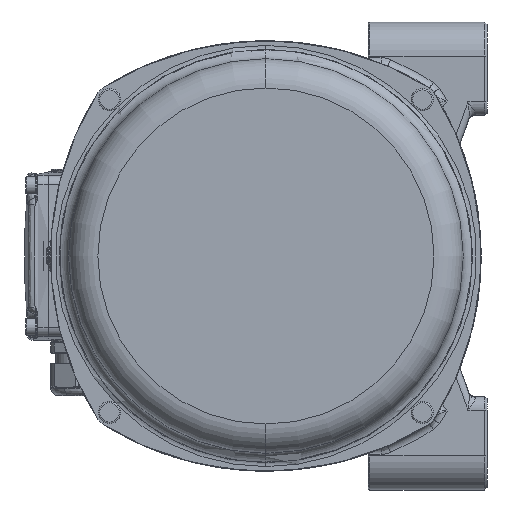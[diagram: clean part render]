
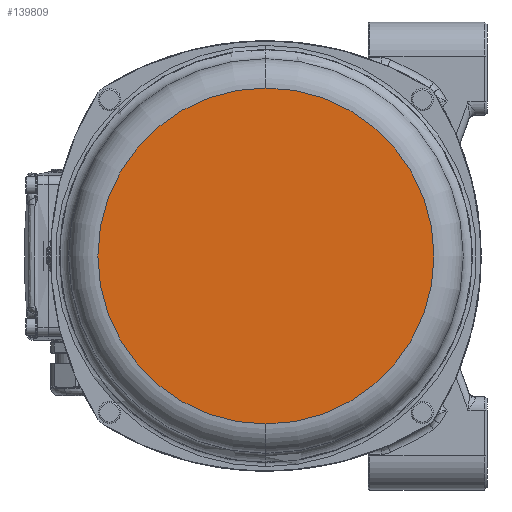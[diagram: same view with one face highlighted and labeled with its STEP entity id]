
A CAD part, left-side view. The second image highlights one B-rep face of the part: STEP entity #139809.
In plain terms, the highlighted planar face has unit normal (-1, 0, 0).
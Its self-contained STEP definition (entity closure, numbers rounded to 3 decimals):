
#4516 = AXIS2_PLACEMENT_3D ( 'NONE', #137783, #81590, #137296 ) ;
#21701 = ORIENTED_EDGE ( 'NONE', *, *, #90489, .F. ) ;
#24603 = DIRECTION ( 'NONE',  ( 0., 0., -1. ) ) ;
#28437 = DIRECTION ( 'NONE',  ( -1., 0., 0. ) ) ;
#35556 = CARTESIAN_POINT ( 'NONE',  ( -300.5, 0., 0. ) ) ;
#41733 = CARTESIAN_POINT ( 'NONE',  ( -300.5, 0., -98.75 ) ) ;
#50798 = AXIS2_PLACEMENT_3D ( 'NONE', #35556, #136489, #24603 ) ;
#50940 = CARTESIAN_POINT ( 'NONE',  ( -300.5, 0., 98.75 ) ) ;
#57657 = AXIS2_PLACEMENT_3D ( 'NONE', #63239, #28437, #74201 ) ;
#61396 = CIRCLE ( 'NONE', #4516, 98.75 ) ;
#63239 = CARTESIAN_POINT ( 'NONE',  ( -300.5, -99.935, 99.935 ) ) ;
#74201 = DIRECTION ( 'NONE',  ( 0., 1., 0. ) ) ;
#74586 = EDGE_LOOP ( 'NONE', ( #110144, #21701 ) ) ;
#75945 = FACE_OUTER_BOUND ( 'NONE', #74586, .T. ) ;
#81590 = DIRECTION ( 'NONE',  ( 1., 0., 0. ) ) ;
#85511 = VERTEX_POINT ( 'NONE', #41733 ) ;
#87318 = CIRCLE ( 'NONE', #50798, 98.75 ) ;
#90489 = EDGE_CURVE ( 'NONE', #100607, #85511, #87318, .T. ) ;
#98085 = PLANE ( 'NONE',  #57657 ) ;
#100607 = VERTEX_POINT ( 'NONE', #50940 ) ;
#110144 = ORIENTED_EDGE ( 'NONE', *, *, #141533, .F. ) ;
#136489 = DIRECTION ( 'NONE',  ( 1., 0., 0. ) ) ;
#137296 = DIRECTION ( 'NONE',  ( 0., 0., -1. ) ) ;
#137783 = CARTESIAN_POINT ( 'NONE',  ( -300.5, 0., 0. ) ) ;
#139809 = ADVANCED_FACE ( 'NONE', ( #75945 ), #98085, .T. ) ;
#141533 = EDGE_CURVE ( 'NONE', #85511, #100607, #61396, .T. ) ;
